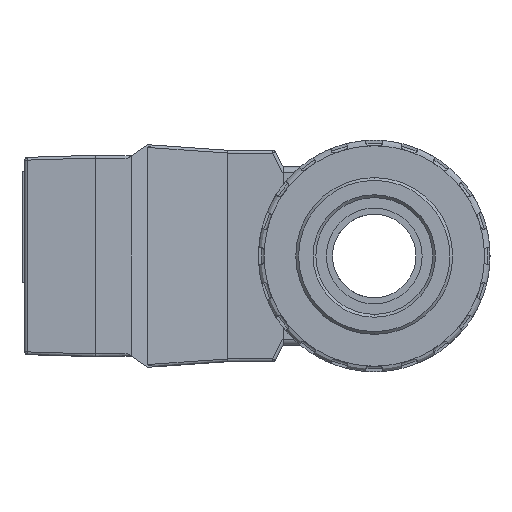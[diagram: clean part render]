
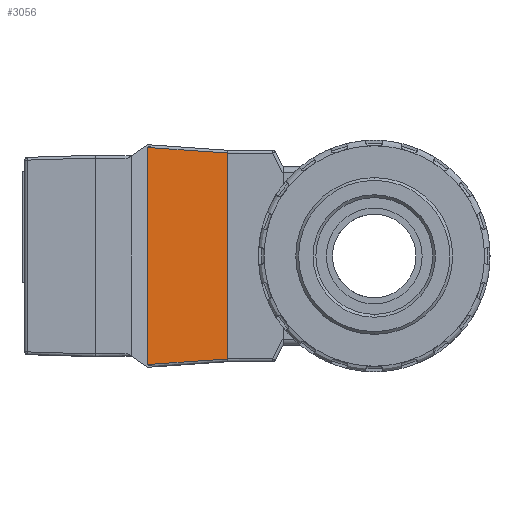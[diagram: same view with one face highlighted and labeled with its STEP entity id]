
A CAD part, left-side view. The second image highlights one B-rep face of the part: STEP entity #3056.
In plain terms, the highlighted planar face has unit normal (-0.998, -0.07, 0).
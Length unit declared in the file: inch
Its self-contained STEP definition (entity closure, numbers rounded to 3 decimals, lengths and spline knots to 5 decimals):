
#1395 = CARTESIAN_POINT ( 'NONE',  ( -1.05, 1.625, 1.77506 ) ) ;
#1613 = CARTESIAN_POINT ( 'NONE',  ( -1., 0.91, 1.725 ) ) ;
#1707 = CARTESIAN_POINT ( 'NONE',  ( -1., 0.91, -0.125 ) ) ;
#1841 = CARTESIAN_POINT ( 'NONE',  ( -1., 0.91, 1.75 ) ) ;
#2172 = EDGE_LOOP ( 'NONE', ( #2723, #4710, #19739, #8545, #22365, #22424 ) ) ;
#2263 = VERTEX_POINT ( 'NONE', #12081 ) ;
#2398 = VERTEX_POINT ( 'NONE', #1395 ) ;
#2723 = ORIENTED_EDGE ( 'NONE', *, *, #20283, .F. ) ;
#3056 = ADVANCED_FACE ( 'NONE', ( #13778 ), #6261, .F. ) ;
#3257 = LINE ( 'NONE', #11514, #4288 ) ;
#4288 = VECTOR ( 'NONE', #12943, 39.37008 ) ;
#4522 = CARTESIAN_POINT ( 'NONE',  ( -1., 0.91, 1.725 ) ) ;
#4710 = ORIENTED_EDGE ( 'NONE', *, *, #23580, .F. ) ;
#5827 = LINE ( 'NONE', #7915, #19065 ) ;
#6010 = AXIS2_PLACEMENT_3D ( 'NONE', #18109, #23762, #14137 ) ;
#6261 = PLANE ( 'NONE',  #6010 ) ;
#7915 = CARTESIAN_POINT ( 'NONE',  ( -1.05, 1.625, 1.77506 ) ) ;
#8265 = EDGE_CURVE ( 'NONE', #14489, #12683, #18719, .T. ) ;
#8545 = ORIENTED_EDGE ( 'NONE', *, *, #14806, .F. ) ;
#9152 = CARTESIAN_POINT ( 'NONE',  ( -1., 0.91, 1.72506 ) ) ;
#9370 = CARTESIAN_POINT ( 'NONE',  ( -1., 0.91, -0.12502 ) ) ;
#9510 = CARTESIAN_POINT ( 'NONE',  ( -1., 0.91, 1.72504 ) ) ;
#10211 = LINE ( 'NONE', #1841, #11069 ) ;
#11069 = VECTOR ( 'NONE', #19357, 39.37008 ) ;
#11514 = CARTESIAN_POINT ( 'NONE',  ( -1., 0.91, -0.12506 ) ) ;
#11927 = DIRECTION ( 'NONE',  ( 0.07, -0.995, -0.07 ) ) ;
#11960 = CARTESIAN_POINT ( 'NONE',  ( -1., 0.91, 1.72506 ) ) ;
#12081 = CARTESIAN_POINT ( 'NONE',  ( -1.05, 1.625, -0.17506 ) ) ;
#12683 = VERTEX_POINT ( 'NONE', #4522 ) ;
#12943 = DIRECTION ( 'NONE',  ( -0.07, 0.995, -0.07 ) ) ;
#13328 = VECTOR ( 'NONE', #15116, 39.37008 ) ;
#13778 = FACE_OUTER_BOUND ( 'NONE', #2172, .T. ) ;
#14137 = DIRECTION ( 'NONE',  ( -0.07, 0.998, 0. ) ) ;
#14489 = VERTEX_POINT ( 'NONE', #9152 ) ;
#14739 = LINE ( 'NONE', #17029, #13328 ) ;
#14774 = EDGE_CURVE ( 'NONE', #20501, #20084, #15464, .T. ) ;
#14806 = EDGE_CURVE ( 'NONE', #12683, #20501, #10211, .T. ) ;
#15116 = DIRECTION ( 'NONE',  ( 0., 0., 1. ) ) ;
#15464 = B_SPLINE_CURVE_WITH_KNOTS ( 'NONE', 3,
 ( #1707, #9370, #21143, #17412 ),
 .UNSPECIFIED., .F., .F.,
 ( 4, 4 ),
 ( 0., 1. ),
 .UNSPECIFIED. ) ;
#17029 = CARTESIAN_POINT ( 'NONE',  ( -1.05, 1.625, 1.75 ) ) ;
#17412 = CARTESIAN_POINT ( 'NONE',  ( -1., 0.91, -0.12506 ) ) ;
#18109 = CARTESIAN_POINT ( 'NONE',  ( -1., 0.91, 1.75 ) ) ;
#18719 = B_SPLINE_CURVE_WITH_KNOTS ( 'NONE', 3,
 ( #11960, #9510, #25283, #1613 ),
 .UNSPECIFIED., .F., .F.,
 ( 4, 4 ),
 ( 0., 1. ),
 .UNSPECIFIED. ) ;
#18864 = CARTESIAN_POINT ( 'NONE',  ( -1., 0.91, -0.125 ) ) ;
#19065 = VECTOR ( 'NONE', #11927, 39.37008 ) ;
#19357 = DIRECTION ( 'NONE',  ( 0., 0., -1. ) ) ;
#19739 = ORIENTED_EDGE ( 'NONE', *, *, #14774, .F. ) ;
#20084 = VERTEX_POINT ( 'NONE', #21514 ) ;
#20283 = EDGE_CURVE ( 'NONE', #2263, #2398, #14739, .T. ) ;
#20501 = VERTEX_POINT ( 'NONE', #18864 ) ;
#20608 = EDGE_CURVE ( 'NONE', #2398, #14489, #5827, .T. ) ;
#21143 = CARTESIAN_POINT ( 'NONE',  ( -1., 0.91, -0.12504 ) ) ;
#21514 = CARTESIAN_POINT ( 'NONE',  ( -1., 0.91, -0.12506 ) ) ;
#22365 = ORIENTED_EDGE ( 'NONE', *, *, #8265, .F. ) ;
#22424 = ORIENTED_EDGE ( 'NONE', *, *, #20608, .F. ) ;
#23580 = EDGE_CURVE ( 'NONE', #20084, #2263, #3257, .T. ) ;
#23762 = DIRECTION ( 'NONE',  ( 0.998, 0.07, 0. ) ) ;
#25283 = CARTESIAN_POINT ( 'NONE',  ( -1., 0.91, 1.72502 ) ) ;
